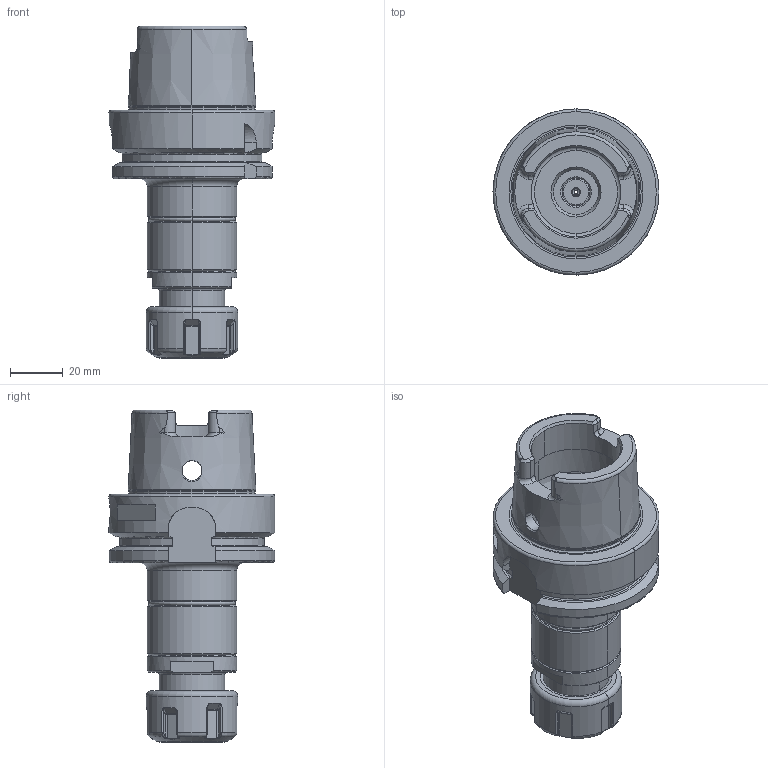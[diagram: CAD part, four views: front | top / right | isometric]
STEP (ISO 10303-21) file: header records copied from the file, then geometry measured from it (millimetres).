
FILE_DESCRIPTION((''),'2;1');
FILE_NAME('A63_16_02_13','2020-07-28T',('103090'),(''),'CREO PARAMETRIC BY PTC INC, 2016260','CREO PARAMETRIC BY PTC INC, 2016260','');
FILE_SCHEMA(('CONFIG_CONTROL_DESIGN'));
Length unit declared in the file: millimetre
Products named in the file (1): A63_16_02_13
Bounding box: 63 x 63 x 126 mm (x, y, z)
Volume: 128625.5 mm3; surface area: 33920 mm2
Topology: 2 solids, 3 shells, 403 faces, 980 edges, 593 vertices
Faces by surface type: plane 107, cylinder 101, bspline 62, torus 61, cone 60, sphere 12
Entity records: 14970 total; most frequent: CARTESIAN_POINT 5982, ORIENTED_EDGE 1956, DIRECTION 1739, EDGE_CURVE 978, AXIS2_PLACEMENT_3D 695, VERTEX_POINT 593, EDGE_LOOP 425, FACE_OUTER_BOUND 403
